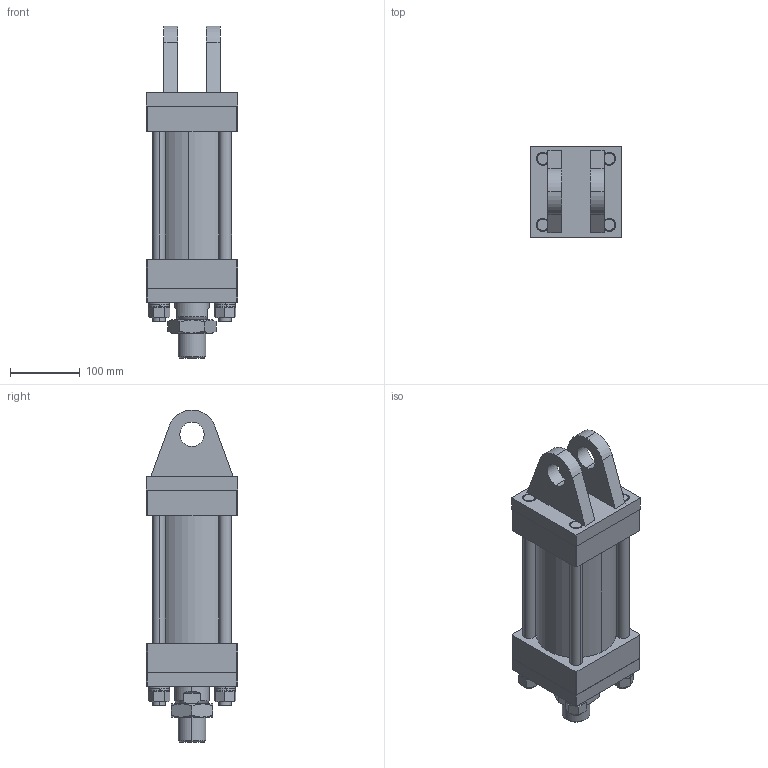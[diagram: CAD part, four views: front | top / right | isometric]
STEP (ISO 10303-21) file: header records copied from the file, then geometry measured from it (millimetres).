
FILE_DESCRIPTION (( 'STEP AP203' ), '1' );
FILE_NAME ('HOB-100-50-100-CB.STEP', '2021-04-27T07:17:08', ( '微软用户' ), ( '微软中国' ), 'SwSTEP 2.0', 'SolidWorks 2012', '' );
FILE_SCHEMA (( 'CONFIG_CONTROL_DESIGN' ));
Length unit declared in the file: millimetre
Products named in the file (12): HOB-100-50-100-CB; HOB-100-50-100-CB楊擘; hex nuts, style 1-grades ab gb_GB_FASTENER_NUT_SNAB1  B M18-N; single coil lock washers light type gb_GB_FASTENER_WASHER_SSWL 18; plain washers-n series-grade a gb_GB_FASTENER_WASHER_PWNA 16; hex thin nuts grades ab gb_GB_FASTENER_NUT_STNABTT  B M39X3.0-N; HOB-100-50-100活塞杆; HOB-100-50-100楊擘; HOB-100-50-100-FB嶺裝; HOB-100-50-100前盖; HOB-100-50-100綴裔; HOB-100-50-100掛极
Assembly tree (23 placements, depth 2):
  HOB-100-50-100-CB
    HOB-100-50-100掛极
    HOB-100-50-100綴裔
    HOB-100-50-100前盖
    HOB-100-50-100-FB嶺裝  x4
    HOB-100-50-100楊擘
    HOB-100-50-100活塞杆
    hex thin nuts grades ab gb_GB_FASTENER_NUT_STNABTT  B M39X3.0-N
    plain washers-n series-grade a gb_GB_FASTENER_WASHER_PWNA 16  x4
    single coil lock washers light type gb_GB_FASTENER_WASHER_SSWL 18  x4
    hex nuts, style 1-grades ab gb_GB_FASTENER_NUT_SNAB1  B M18-N  x4
    HOB-100-50-100-CB楊擘
Bounding box: 131 x 131 x 477 mm (x, y, z)
Volume: 3837623.4 mm3; surface area: 584106.9 mm2
Topology: 23 solids, 23 shells, 362 faces, 830 edges, 519 vertices
Faces by surface type: plane 137, cylinder 130, cone 83, torus 12
Entity records: 9011 total; most frequent: CARTESIAN_POINT 1679, DIRECTION 1296, ORIENTED_EDGE 1120, EDGE_CURVE 560, AXIS2_PLACEMENT_3D 515, VERTEX_POINT 351, EDGE_LOOP 293, VECTOR 266
